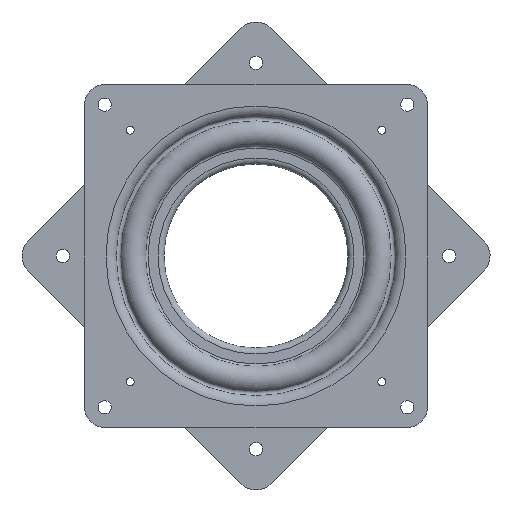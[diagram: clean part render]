
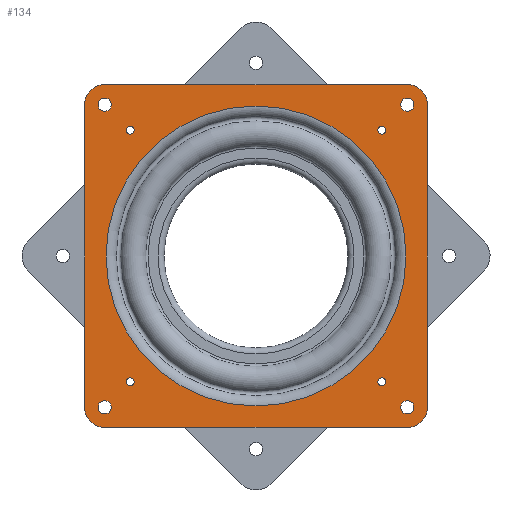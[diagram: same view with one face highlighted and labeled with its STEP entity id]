
A CAD part, front view. The second image highlights one B-rep face of the part: STEP entity #134.
In plain terms, the highlighted planar face has unit normal (0, -1, 0).
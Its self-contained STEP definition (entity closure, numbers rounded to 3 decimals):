
#134 = ADVANCED_FACE( '', ( #324, #325, #326, #327, #328, #329, #330, #331, #332, #333 ), #334, .F. );
#324 = FACE_BOUND( '', #595, .T. );
#325 = FACE_OUTER_BOUND( '', #596, .T. );
#326 = FACE_BOUND( '', #597, .T. );
#327 = FACE_BOUND( '', #598, .T. );
#328 = FACE_BOUND( '', #599, .T. );
#329 = FACE_BOUND( '', #600, .T. );
#330 = FACE_BOUND( '', #601, .T. );
#331 = FACE_BOUND( '', #602, .T. );
#332 = FACE_BOUND( '', #603, .T. );
#333 = FACE_BOUND( '', #604, .T. );
#334 = PLANE( '', #605 );
#595 = EDGE_LOOP( '', ( #936 ) );
#596 = EDGE_LOOP( '', ( #937, #938, #939, #940, #941, #942, #943, #944 ) );
#597 = EDGE_LOOP( '', ( #945 ) );
#598 = EDGE_LOOP( '', ( #946 ) );
#599 = EDGE_LOOP( '', ( #947 ) );
#600 = EDGE_LOOP( '', ( #948 ) );
#601 = EDGE_LOOP( '', ( #949 ) );
#602 = EDGE_LOOP( '', ( #950 ) );
#603 = EDGE_LOOP( '', ( #951 ) );
#604 = EDGE_LOOP( '', ( #952 ) );
#605 = AXIS2_PLACEMENT_3D( '', #953, #954, #955 );
#936 = ORIENTED_EDGE( '', *, *, #1316, .T. );
#937 = ORIENTED_EDGE( '', *, *, #1317, .F. );
#938 = ORIENTED_EDGE( '', *, *, #1318, .F. );
#939 = ORIENTED_EDGE( '', *, *, #1283, .F. );
#940 = ORIENTED_EDGE( '', *, *, #1319, .F. );
#941 = ORIENTED_EDGE( '', *, *, #1320, .F. );
#942 = ORIENTED_EDGE( '', *, *, #1271, .F. );
#943 = ORIENTED_EDGE( '', *, *, #1276, .F. );
#944 = ORIENTED_EDGE( '', *, *, #1290, .F. );
#945 = ORIENTED_EDGE( '', *, *, #1297, .T. );
#946 = ORIENTED_EDGE( '', *, *, #1305, .T. );
#947 = ORIENTED_EDGE( '', *, *, #1234, .T. );
#948 = ORIENTED_EDGE( '', *, *, #1249, .T. );
#949 = ORIENTED_EDGE( '', *, *, #1321, .T. );
#950 = ORIENTED_EDGE( '', *, *, #1322, .T. );
#951 = ORIENTED_EDGE( '', *, *, #1323, .T. );
#952 = ORIENTED_EDGE( '', *, *, #1246, .T. );
#953 = CARTESIAN_POINT( '', ( -44.856, 0., -44.856 ) );
#954 = DIRECTION( '', ( 0., 1., 0. ) );
#955 = DIRECTION( '', ( 0., 0., 1. ) );
#1234 = EDGE_CURVE( '', #1409, #1409, #1410, .T. );
#1246 = EDGE_CURVE( '', #1429, #1429, #1430, .T. );
#1249 = EDGE_CURVE( '', #1434, #1434, #1435, .T. );
#1271 = EDGE_CURVE( '', #1474, #1475, #1476, .T. );
#1276 = EDGE_CURVE( '', #1483, #1474, #1484, .T. );
#1283 = EDGE_CURVE( '', #1494, #1495, #1496, .T. );
#1290 = EDGE_CURVE( '', #1506, #1483, #1507, .T. );
#1297 = EDGE_CURVE( '', #1517, #1517, #1518, .T. );
#1305 = EDGE_CURVE( '', #1529, #1529, #1530, .T. );
#1316 = EDGE_CURVE( '', #1546, #1546, #1547, .T. );
#1317 = EDGE_CURVE( '', #1548, #1506, #1549, .T. );
#1318 = EDGE_CURVE( '', #1495, #1548, #1550, .T. );
#1319 = EDGE_CURVE( '', #1551, #1494, #1552, .T. );
#1320 = EDGE_CURVE( '', #1475, #1551, #1553, .T. );
#1321 = EDGE_CURVE( '', #1554, #1554, #1555, .T. );
#1322 = EDGE_CURVE( '', #1556, #1556, #1557, .T. );
#1323 = EDGE_CURVE( '', #1558, #1558, #1559, .T. );
#1409 = VERTEX_POINT( '', #1671 );
#1410 = CIRCLE( '', #1672, 1.194 );
#1429 = VERTEX_POINT( '', #1691 );
#1430 = CIRCLE( '', #1692, 1.981 );
#1434 = VERTEX_POINT( '', #1696 );
#1435 = CIRCLE( '', #1697, 1.194 );
#1474 = VERTEX_POINT( '', #1742 );
#1475 = VERTEX_POINT( '', #1743 );
#1476 = LINE( '', #1744, #1745 );
#1483 = VERTEX_POINT( '', #1755 );
#1484 = CIRCLE( '', #1756, 5.944 );
#1494 = VERTEX_POINT( '', #1767 );
#1495 = VERTEX_POINT( '', #1768 );
#1496 = CIRCLE( '', #1769, 5.944 );
#1506 = VERTEX_POINT( '', #1781 );
#1507 = LINE( '', #1782, #1783 );
#1517 = VERTEX_POINT( '', #1795 );
#1518 = CIRCLE( '', #1796, 1.981 );
#1529 = VERTEX_POINT( '', #1809 );
#1530 = CIRCLE( '', #1810, 1.981 );
#1546 = VERTEX_POINT( '', #1829 );
#1547 = CIRCLE( '', #1830, 44.45 );
#1548 = VERTEX_POINT( '', #1831 );
#1549 = CIRCLE( '', #1832, 5.944 );
#1550 = LINE( '', #1833, #1834 );
#1551 = VERTEX_POINT( '', #1835 );
#1552 = LINE( '', #1836, #1837 );
#1553 = CIRCLE( '', #1838, 5.944 );
#1554 = VERTEX_POINT( '', #1839 );
#1555 = CIRCLE( '', #1840, 1.194 );
#1556 = VERTEX_POINT( '', #1841 );
#1557 = CIRCLE( '', #1842, 1.194 );
#1558 = VERTEX_POINT( '', #1843 );
#1559 = CIRCLE( '', #1844, 1.981 );
#1671 = CARTESIAN_POINT( '', ( 38.494, 0., 37.3 ) );
#1672 = AXIS2_PLACEMENT_3D( '', #1967, #1968, #1969 );
#1691 = CARTESIAN_POINT( '', ( -42.863, 0., -44.844 ) );
#1692 = AXIS2_PLACEMENT_3D( '', #1991, #1992, #1993 );
#1696 = CARTESIAN_POINT( '', ( 38.494, 0., -37.3 ) );
#1697 = AXIS2_PLACEMENT_3D( '', #1997, #1998, #1999 );
#1742 = CARTESIAN_POINT( '', ( -44.856, 0., 50.8 ) );
#1743 = CARTESIAN_POINT( '', ( 44.856, 0., 50.8 ) );
#1744 = CARTESIAN_POINT( '', ( -44.856, 0., 50.8 ) );
#1745 = VECTOR( '', #2042, 1000. );
#1755 = CARTESIAN_POINT( '', ( -50.8, 0., 44.856 ) );
#1756 = AXIS2_PLACEMENT_3D( '', #2046, #2047, #2048 );
#1767 = CARTESIAN_POINT( '', ( 50.8, 0., -44.856 ) );
#1768 = CARTESIAN_POINT( '', ( 44.856, 0., -50.8 ) );
#1769 = AXIS2_PLACEMENT_3D( '', #2059, #2060, #2061 );
#1781 = CARTESIAN_POINT( '', ( -50.8, 0., -44.856 ) );
#1782 = CARTESIAN_POINT( '', ( -50.8, 0., -44.856 ) );
#1783 = VECTOR( '', #2070, 1000. );
#1795 = CARTESIAN_POINT( '', ( 46.825, 0., 44.844 ) );
#1796 = AXIS2_PLACEMENT_3D( '', #2079, #2080, #2081 );
#1809 = CARTESIAN_POINT( '', ( 46.825, 0., -44.844 ) );
#1810 = AXIS2_PLACEMENT_3D( '', #2090, #2091, #2092 );
#1829 = CARTESIAN_POINT( '', ( -44.45, 0., 0. ) );
#1830 = AXIS2_PLACEMENT_3D( '', #2105, #2106, #2107 );
#1831 = CARTESIAN_POINT( '', ( -44.856, 0., -50.8 ) );
#1832 = AXIS2_PLACEMENT_3D( '', #2108, #2109, #2110 );
#1833 = CARTESIAN_POINT( '', ( 44.856, 0., -50.8 ) );
#1834 = VECTOR( '', #2111, 1000. );
#1835 = CARTESIAN_POINT( '', ( 50.8, 0., 44.856 ) );
#1836 = CARTESIAN_POINT( '', ( 50.8, 0., 44.856 ) );
#1837 = VECTOR( '', #2112, 1000. );
#1838 = AXIS2_PLACEMENT_3D( '', #2113, #2114, #2115 );
#1839 = CARTESIAN_POINT( '', ( -36.106, 0., 37.3 ) );
#1840 = AXIS2_PLACEMENT_3D( '', #2116, #2117, #2118 );
#1841 = CARTESIAN_POINT( '', ( -36.106, 0., -37.3 ) );
#1842 = AXIS2_PLACEMENT_3D( '', #2119, #2120, #2121 );
#1843 = CARTESIAN_POINT( '', ( -42.863, 0., 44.844 ) );
#1844 = AXIS2_PLACEMENT_3D( '', #2122, #2123, #2124 );
#1967 = CARTESIAN_POINT( '', ( 37.3, 0., 37.3 ) );
#1968 = DIRECTION( '', ( 0., 1., 0. ) );
#1969 = DIRECTION( '', ( 1., 0., 0. ) );
#1991 = CARTESIAN_POINT( '', ( -44.844, 0., -44.844 ) );
#1992 = DIRECTION( '', ( 0., 1., 0. ) );
#1993 = DIRECTION( '', ( 1., 0., 0. ) );
#1997 = CARTESIAN_POINT( '', ( 37.3, 0., -37.3 ) );
#1998 = DIRECTION( '', ( 0., 1., 0. ) );
#1999 = DIRECTION( '', ( 1., 0., 0. ) );
#2042 = DIRECTION( '', ( 1., 0., 0. ) );
#2046 = CARTESIAN_POINT( '', ( -44.856, 0., 44.856 ) );
#2047 = DIRECTION( '', ( 0., 1., 0. ) );
#2048 = DIRECTION( '', ( 1., 0., 0. ) );
#2059 = CARTESIAN_POINT( '', ( 44.856, 0., -44.856 ) );
#2060 = DIRECTION( '', ( 0., 1., 0. ) );
#2061 = DIRECTION( '', ( 1., 0., 0. ) );
#2070 = DIRECTION( '', ( 0., 0., 1. ) );
#2079 = CARTESIAN_POINT( '', ( 44.844, 0., 44.844 ) );
#2080 = DIRECTION( '', ( 0., 1., 0. ) );
#2081 = DIRECTION( '', ( 1., 0., 0. ) );
#2090 = CARTESIAN_POINT( '', ( 44.844, 0., -44.844 ) );
#2091 = DIRECTION( '', ( 0., 1., 0. ) );
#2092 = DIRECTION( '', ( 1., 0., 0. ) );
#2105 = CARTESIAN_POINT( '', ( 0., 0., 0. ) );
#2106 = DIRECTION( '', ( 0., 1., 0. ) );
#2107 = DIRECTION( '', ( -1., 0., 0. ) );
#2108 = CARTESIAN_POINT( '', ( -44.856, 0., -44.856 ) );
#2109 = DIRECTION( '', ( 0., 1., 0. ) );
#2110 = DIRECTION( '', ( 1., 0., 0. ) );
#2111 = DIRECTION( '', ( -1., 0., 0. ) );
#2112 = DIRECTION( '', ( 0., 0., -1. ) );
#2113 = CARTESIAN_POINT( '', ( 44.856, 0., 44.856 ) );
#2114 = DIRECTION( '', ( 0., 1., 0. ) );
#2115 = DIRECTION( '', ( 1., 0., 0. ) );
#2116 = CARTESIAN_POINT( '', ( -37.3, 0., 37.3 ) );
#2117 = DIRECTION( '', ( 0., 1., 0. ) );
#2118 = DIRECTION( '', ( 1., 0., 0. ) );
#2119 = CARTESIAN_POINT( '', ( -37.3, 0., -37.3 ) );
#2120 = DIRECTION( '', ( 0., 1., 0. ) );
#2121 = DIRECTION( '', ( 1., 0., 0. ) );
#2122 = CARTESIAN_POINT( '', ( -44.844, 0., 44.844 ) );
#2123 = DIRECTION( '', ( 0., 1., 0. ) );
#2124 = DIRECTION( '', ( 1., 0., 0. ) );
